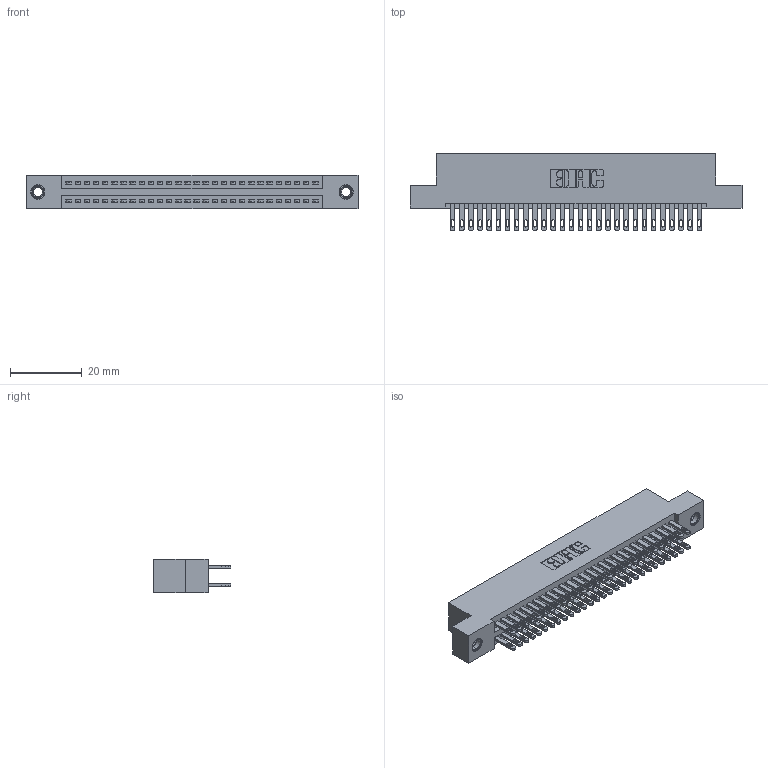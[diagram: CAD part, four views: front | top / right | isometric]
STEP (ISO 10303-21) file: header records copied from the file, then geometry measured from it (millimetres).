
FILE_DESCRIPTION (( 'STEP AP203' ), '1' );
FILE_NAME ('895-056-500-207.STEP', '2020-09-27T15:42:52', ( '' ), ( '' ), 'SwSTEP 2.0', 'SolidWorks 2020', '' );
FILE_SCHEMA (( 'CONFIG_CONTROL_DESIGN' ));
Length unit declared in the file: inch
Products named in the file (4): 345-292-001_345-293-100; 845 Part_Flush Mounting Lugs - 0.156 Dia-TI; 895-056-500-207; 345-250-001_345-250-005-103
Assembly tree (59 placements, depth 2):
  895-056-500-207
    845 Part_Flush Mounting Lugs - 0.156 Dia-TI
    345-292-001_345-293-100  x56
    345-250-001_345-250-005-103  x2
Bounding box: 92.33 x 21.51 x 9.4 mm (x, y, z)
Volume: 8996.6 mm3; surface area: 13626.4 mm2
Topology: 59 solids, 59 shells, 2762 faces, 8373 edges, 5574 vertices
Faces by surface type: plane 1624, cylinder 1122, cone 12, torus 4
Entity records: 24970 total; most frequent: CARTESIAN_POINT 4179, ORIENTED_EDGE 4106, DIRECTION 3731, EDGE_CURVE 2053, VECTOR 1785, LINE 1785, VERTEX_POINT 1364, AXIS2_PLACEMENT_3D 973
